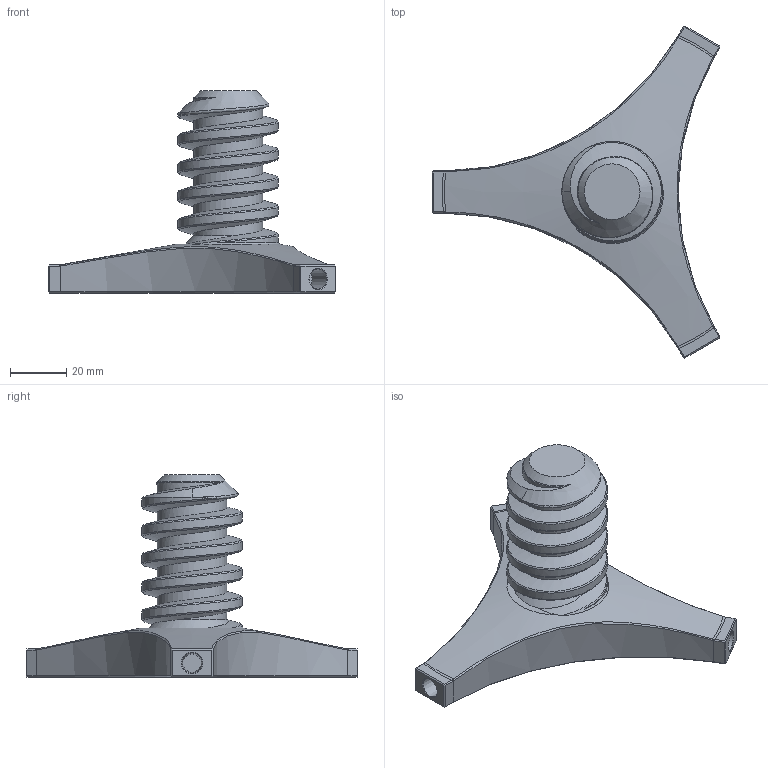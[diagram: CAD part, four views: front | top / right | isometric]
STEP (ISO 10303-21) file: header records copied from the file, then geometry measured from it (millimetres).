
FILE_DESCRIPTION(/* description */ (''),/* implementation_level */ '2;1');
FILE_NAME(/* name */ 'Filament_Spinner_7.1mmOD_Insert.step',/* time_stamp */ '2022-04-19T21:41:40-04:00',/* author */ (''),/* organization */ (''),/* preprocessor_version */ 'ST-DEVELOPER v18.1',/* originating_system */ 'Autodesk Translation Framework v10.14.0.1471',/* authorisation */ '');
FILE_SCHEMA (('AUTOMOTIVE_DESIGN { 1 0 10303 214 3 1 1 }'));
Length unit declared in the file: millimetre
Products named in the file (2): Filament_Spinner; Spinner_Core
Assembly tree (1 placements, depth 2):
  Filament_Spinner
    Spinner_Core
Bounding box: 102.3 x 117.95 x 71.85 mm (x, y, z)
Volume: 101530.1 mm3; surface area: 22327.7 mm2
Topology: 1 solids, 1 shells, 121 faces, 301 edges, 185 vertices
Faces by surface type: plane 54, bspline 34, cone 17, cylinder 15, torus 1
Full cylindrical faces by diameter (mm): 24.675 x4, 35.735 x4
Entity records: 8051 total; most frequent: CARTESIAN_POINT 5455, ORIENTED_EDGE 602, DIRECTION 395, EDGE_CURVE 301, VERTEX_POINT 185, LINE 151, VECTOR 151, EDGE_LOOP 124
